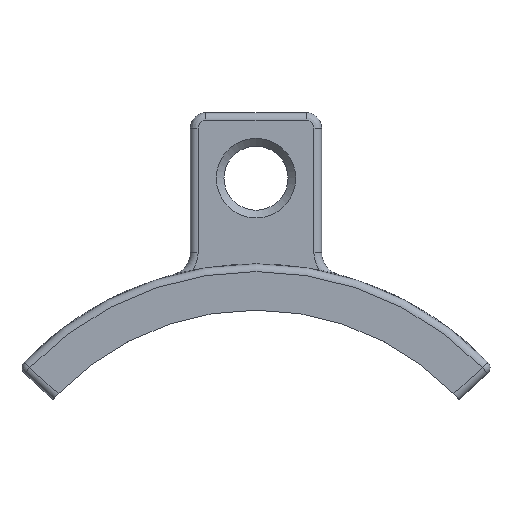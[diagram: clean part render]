
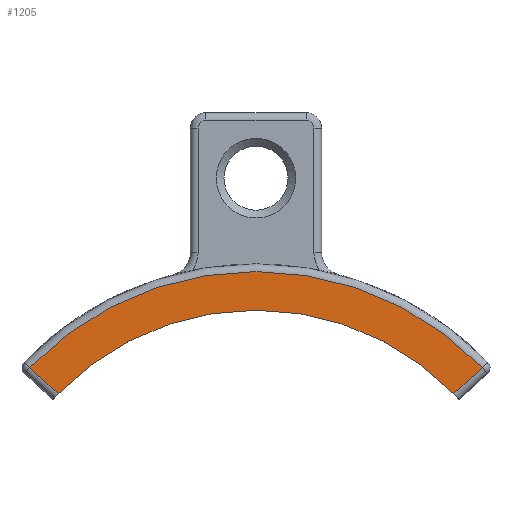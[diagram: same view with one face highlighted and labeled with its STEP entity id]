
A CAD part, front view. The second image highlights one B-rep face of the part: STEP entity #1205.
In plain terms, the highlighted planar face has unit normal (0, -1, 0).
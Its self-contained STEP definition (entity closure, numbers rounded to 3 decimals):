
#104=PLANE('',#1375);
#207=FACE_OUTER_BOUND('',#294,.T.);
#294=EDGE_LOOP('',(#1124,#1125,#1126,#1127));
#327=LINE('',#2833,#380);
#331=LINE('',#2855,#384);
#380=VECTOR('',#1592,10.);
#384=VECTOR('',#1626,10.);
#458=CIRCLE('',#1303,17.875);
#472=CIRCLE('',#1328,20.375);
#572=VERTEX_POINT('',#2710);
#573=VERTEX_POINT('',#2721);
#581=VERTEX_POINT('',#2831);
#584=VERTEX_POINT('',#2850);
#709=EDGE_CURVE('',#573,#572,#458,.T.);
#724=EDGE_CURVE('',#581,#572,#327,.T.);
#736=EDGE_CURVE('',#573,#584,#331,.T.);
#737=EDGE_CURVE('',#584,#581,#472,.T.);
#1124=ORIENTED_EDGE('',*,*,#724,.F.);
#1125=ORIENTED_EDGE('',*,*,#737,.F.);
#1126=ORIENTED_EDGE('',*,*,#736,.F.);
#1127=ORIENTED_EDGE('',*,*,#709,.T.);
#1205=ADVANCED_FACE('',(#207),#104,.F.);
#1303=AXIS2_PLACEMENT_3D('',#2722,#1573,#1574);
#1328=AXIS2_PLACEMENT_3D('',#2858,#1631,#1632);
#1375=AXIS2_PLACEMENT_3D('',#2969,#1741,#1742);
#1573=DIRECTION('center_axis',(0.,1.,0.));
#1574=DIRECTION('ref_axis',(-0.736,0.,0.677));
#1592=DIRECTION('',(-0.736,0.,-0.677));
#1626=DIRECTION('',(-0.736,0.,0.677));
#1631=DIRECTION('center_axis',(0.,1.,0.));
#1632=DIRECTION('ref_axis',(0.,0.,1.));
#1741=DIRECTION('center_axis',(0.,1.,0.));
#1742=DIRECTION('ref_axis',(1.,0.,0.));
#2710=CARTESIAN_POINT('',(12.818,0.,-1.667));
#2721=CARTESIAN_POINT('',(-12.818,0.,-1.667));
#2722=CARTESIAN_POINT('Origin',(0.,0.,-14.125));
#2831=CARTESIAN_POINT('',(14.659,0.,0.026));
#2833=CARTESIAN_POINT('',(11.453,0.,-2.921));
#2850=CARTESIAN_POINT('',(-14.659,0.,0.026));
#2855=CARTESIAN_POINT('',(-10.349,0.,-3.935));
#2858=CARTESIAN_POINT('Origin',(0.,0.,-14.125));
#2969=CARTESIAN_POINT('Origin',(0.,0.,2.36));
